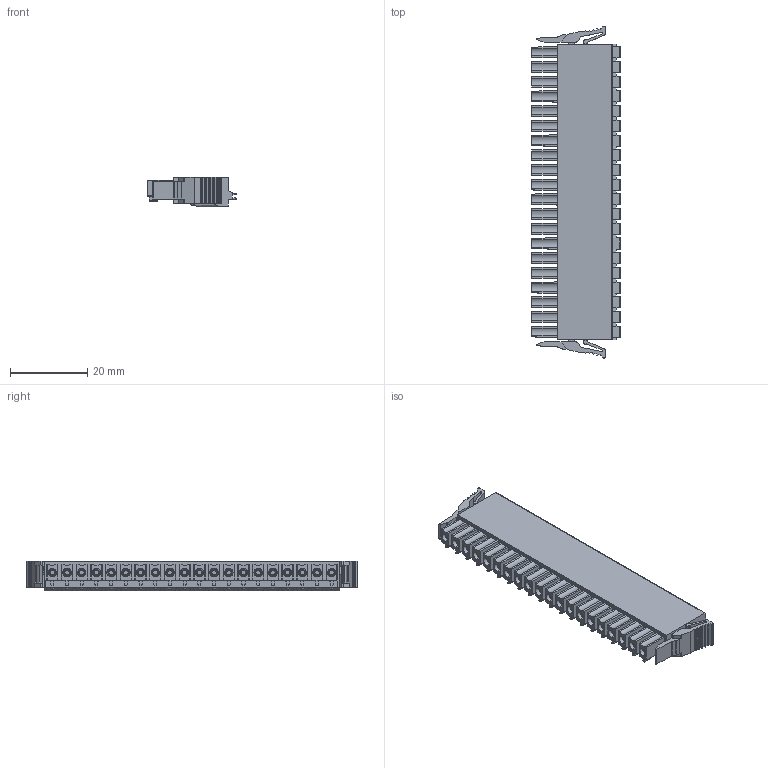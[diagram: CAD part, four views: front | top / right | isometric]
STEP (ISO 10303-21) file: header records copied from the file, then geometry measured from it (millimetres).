
FILE_DESCRIPTION((''),'2;1');
FILE_NAME('TLPSL-107-04P-X','2024-09-24T',('sheji'),(''),'PRO/ENGINEER BY PARAMETRIC TECHNOLOGY CORPORATION, 2015240','PRO/ENGINEER BY PARAMETRIC TECHNOLOGY CORPORATION, 2015240','');
FILE_SCHEMA(('CONFIG_CONTROL_DESIGN'));
Length unit declared in the file: millimetre
Products named in the file (1): TLPSL-107-04P-X
Bounding box: 22.9 x 86 x 7.75 mm (x, y, z)
Volume: 9458.8 mm3; surface area: 7634.4 mm2
Topology: 1 solids, 1 shells, 1442 faces, 4010 edges, 2655 vertices
Faces by surface type: plane 740, cylinder 500, cone 120, torus 40, sphere 36, bspline 6
Entity records: 47466 total; most frequent: CARTESIAN_POINT 9459, DIRECTION 8115, ORIENTED_EDGE 7984, EDGE_CURVE 3992, AXIS2_PLACEMENT_3D 2860, VERTEX_POINT 2655, VECTOR 2395, LINE 2395
